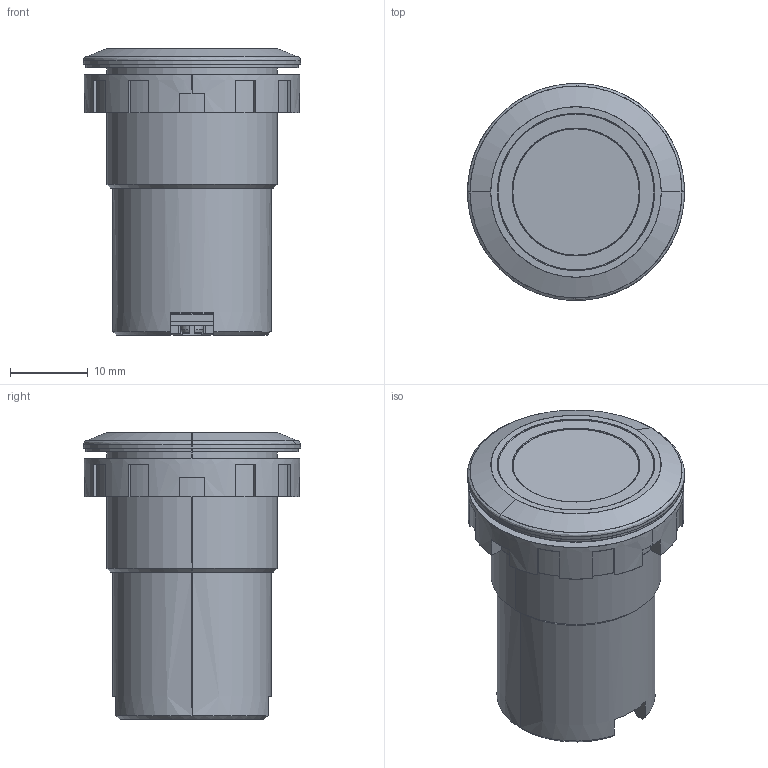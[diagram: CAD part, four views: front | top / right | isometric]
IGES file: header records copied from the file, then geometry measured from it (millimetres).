
Start section: SolidWorks IGES file using analytic representation for surfaces
Global section: file name: 601_CW[1][4]H-DM1[N][T]GR-C.IGS; native system: SolidWorks 2019; preprocessor: SolidWorks 2019; author: 1003660; date: 220125.094304; units: millimetre
Bounding box: 28 x 28 x 37 mm (x, y, z)
Surface area: 5963.1 mm2 (no closed solid volume)
Topology: 0 solids, 0 shells, 314 faces, 2729 edges, 2729 vertices
Faces by surface type: bspline 230, revolution 84
